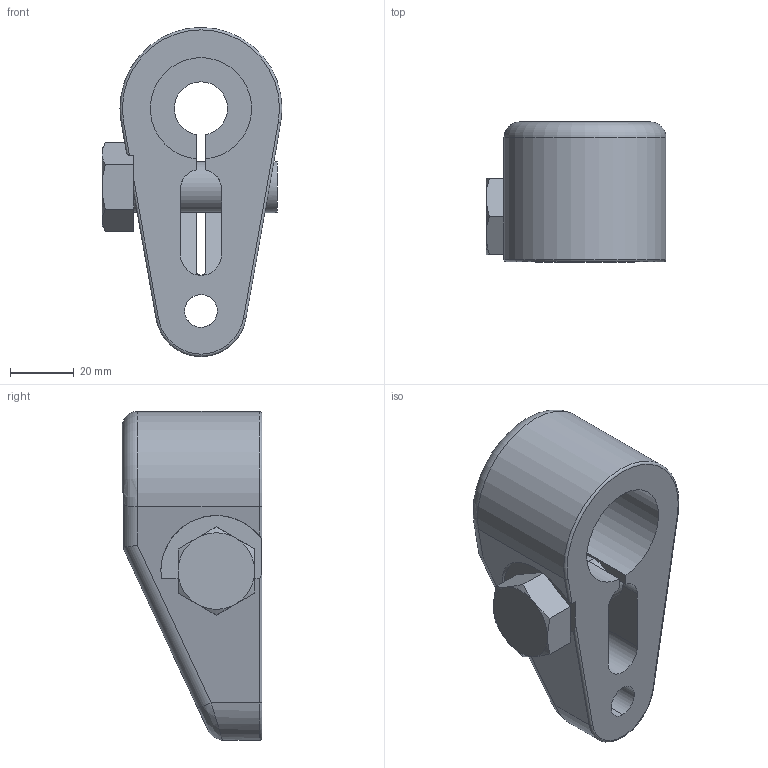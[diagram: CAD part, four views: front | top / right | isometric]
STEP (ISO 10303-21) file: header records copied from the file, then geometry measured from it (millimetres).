
FILE_DESCRIPTION((''),'2;1');
FILE_NAME('ILCM44103101','2020-02-03T',('npeters'),(''),'PRO/ENGINEER BY PARAMETRIC TECHNOLOGY CORPORATION, 2013320','PRO/ENGINEER BY PARAMETRIC TECHNOLOGY CORPORATION, 2013320','');
FILE_SCHEMA(('AUTOMOTIVE_DESIGN { 1 0 10303 214 1 1 1 1 }'));
Length unit declared in the file: millimetre
Products named in the file (1): ILCM44103101
Bounding box: 56.41 x 43.81 x 103.2 mm (x, y, z)
Volume: 104692.9 mm3; surface area: 26295 mm2
Topology: 1 solids, 1 shells, 63 faces, 172 edges, 109 vertices
Faces by surface type: cylinder 27, plane 26, cone 6, torus 3, bspline 1
Entity records: 3085 total; most frequent: CARTESIAN_POINT 727, ORIENTED_EDGE 344, DIRECTION 308, PRESENTATION_STYLE_ASSIGNMENT 190, STYLED_ITEM 173, CURVE_STYLE 172, EDGE_CURVE 172, AXIS2_PLACEMENT_3D 112
